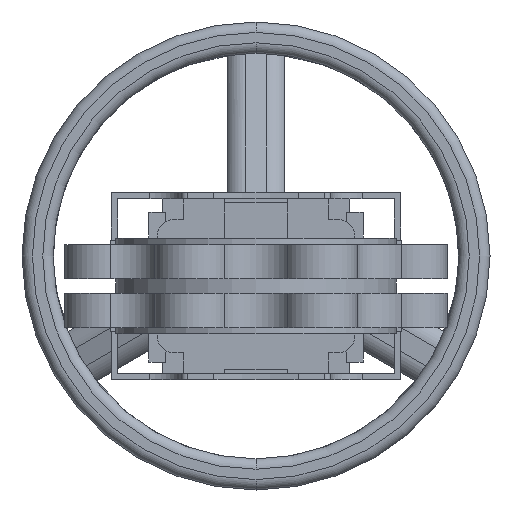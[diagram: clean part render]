
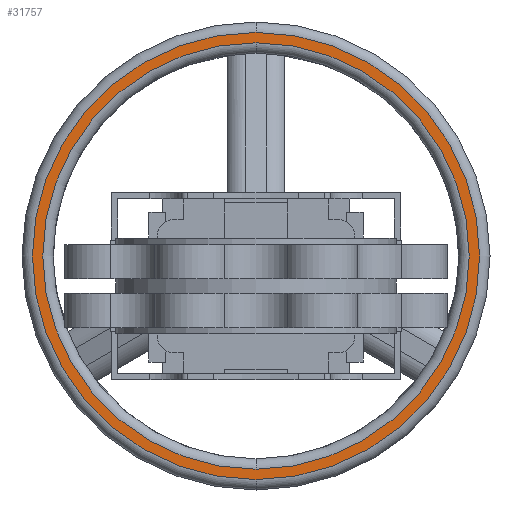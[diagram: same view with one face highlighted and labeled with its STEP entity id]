
A CAD part, front view. The second image highlights one B-rep face of the part: STEP entity #31757.
In plain terms, the highlighted planar face has unit normal (0, -1, 0).
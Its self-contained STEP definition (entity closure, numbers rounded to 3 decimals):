
#769 = CARTESIAN_POINT ( 'NONE',  ( 0., 336., 11. ) ) ;
#1670 = EDGE_CURVE ( 'NONE', #34971, #37002, #37058, .T. ) ;
#4555 = DIRECTION ( 'NONE',  ( 0., 0., -1. ) ) ;
#5969 = AXIS2_PLACEMENT_3D ( 'NONE', #45052, #11124, #42460 ) ;
#6944 = CARTESIAN_POINT ( 'NONE',  ( 0., 336., 113.5 ) ) ;
#7006 = EDGE_CURVE ( 'NONE', #36971, #10183, #8299, .T. ) ;
#7152 = AXIS2_PLACEMENT_3D ( 'NONE', #769, #14708, #4555 ) ;
#7252 = DIRECTION ( 'NONE',  ( 0., 0., -1. ) ) ;
#8258 = FACE_OUTER_BOUND ( 'NONE', #29918, .T. ) ;
#8299 = CIRCLE ( 'NONE', #7152, 107.5 ) ;
#9028 = EDGE_LOOP ( 'NONE', ( #21735, #22714 ) ) ;
#9322 = CARTESIAN_POINT ( 'NONE',  ( 0., 336., 11. ) ) ;
#9500 = DIRECTION ( 'NONE',  ( 0., 1., 0. ) ) ;
#10183 = VERTEX_POINT ( 'NONE', #40380 ) ;
#10919 = DIRECTION ( 'NONE',  ( 0., -1., 0. ) ) ;
#11124 = DIRECTION ( 'NONE',  ( 0., 1., 0. ) ) ;
#13703 = DIRECTION ( 'NONE',  ( 0., -1., 0. ) ) ;
#14708 = DIRECTION ( 'NONE',  ( 0., -1., 0. ) ) ;
#21735 = ORIENTED_EDGE ( 'NONE', *, *, #1670, .T. ) ;
#22714 = ORIENTED_EDGE ( 'NONE', *, *, #26347, .T. ) ;
#23243 = DIRECTION ( 'NONE',  ( 0., 0., -1. ) ) ;
#23299 = CIRCLE ( 'NONE', #5969, 102.5 ) ;
#24558 = DIRECTION ( 'NONE',  ( 0., 0., -1. ) ) ;
#26347 = EDGE_CURVE ( 'NONE', #37002, #34971, #23299, .T. ) ;
#26831 = FACE_BOUND ( 'NONE', #9028, .T. ) ;
#29330 = CARTESIAN_POINT ( 'NONE',  ( 0., 336., -91.5 ) ) ;
#29475 = AXIS2_PLACEMENT_3D ( 'NONE', #40406, #9500, #23243 ) ;
#29772 = ORIENTED_EDGE ( 'NONE', *, *, #39339, .T. ) ;
#29918 = EDGE_LOOP ( 'NONE', ( #43399, #29772 ) ) ;
#31757 = ADVANCED_FACE ( 'NONE', ( #26831, #8258 ), #41866, .T. ) ;
#34444 = AXIS2_PLACEMENT_3D ( 'NONE', #9322, #13703, #24558 ) ;
#34578 = CARTESIAN_POINT ( 'NONE',  ( 0., 336., -96.5 ) ) ;
#34971 = VERTEX_POINT ( 'NONE', #29330 ) ;
#36393 = CIRCLE ( 'NONE', #41012, 107.5 ) ;
#36971 = VERTEX_POINT ( 'NONE', #34578 ) ;
#37002 = VERTEX_POINT ( 'NONE', #6944 ) ;
#37058 = CIRCLE ( 'NONE', #29475, 102.5 ) ;
#39339 = EDGE_CURVE ( 'NONE', #10183, #36971, #36393, .T. ) ;
#40380 = CARTESIAN_POINT ( 'NONE',  ( 0., 336., 118.5 ) ) ;
#40406 = CARTESIAN_POINT ( 'NONE',  ( 0., 336., 11. ) ) ;
#41012 = AXIS2_PLACEMENT_3D ( 'NONE', #41690, #10919, #7252 ) ;
#41690 = CARTESIAN_POINT ( 'NONE',  ( 0., 336., 11. ) ) ;
#41866 = PLANE ( 'NONE',  #34444 ) ;
#42460 = DIRECTION ( 'NONE',  ( 0., 0., -1. ) ) ;
#43399 = ORIENTED_EDGE ( 'NONE', *, *, #7006, .T. ) ;
#45052 = CARTESIAN_POINT ( 'NONE',  ( 0., 336., 11. ) ) ;
